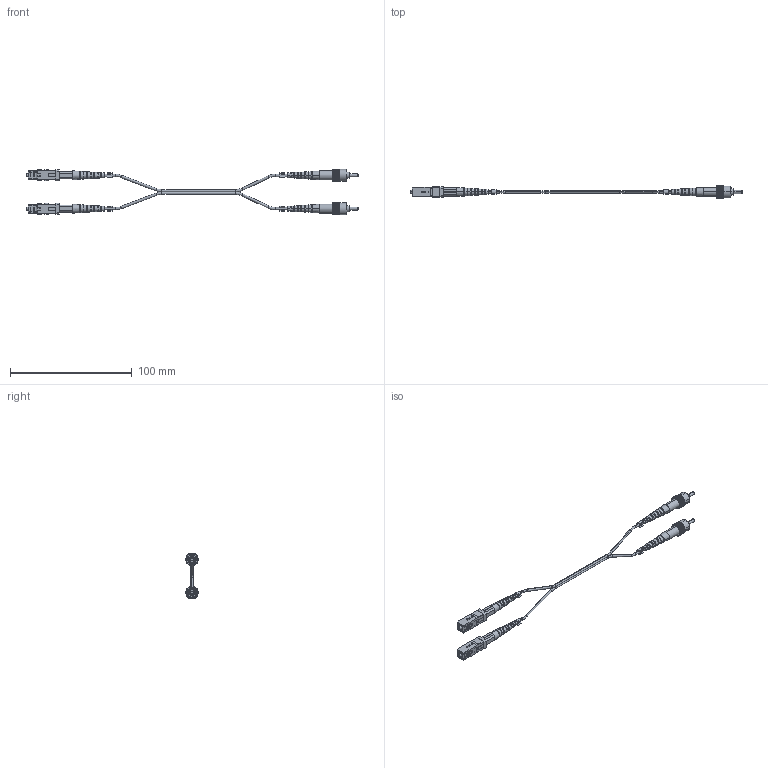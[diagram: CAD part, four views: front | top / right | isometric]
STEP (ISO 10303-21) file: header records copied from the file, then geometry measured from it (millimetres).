
FILE_DESCRIPTION (( 'STEP AP214' ), '1' );
FILE_NAME ('FCA-SCST-DPS1Z.step', '2021-09-01T12:52:58', ( '' ), ( '' ), 'SwSTEP 2.0', 'SolidWorks 2021', '' );
FILE_SCHEMA (( 'AUTOMOTIVE_DESIGN' ));
Length unit declared in the file: inch
Products named in the file (13): 1AF04-005-MA1; FCA-FCFC-DPS1Z-ma1_YELLOW; 1AF05-007-MA1; 1AF04-005-MA2; 1AF04-005; 1AF04-005-MA3; 1AF05-007-MA2; 1AF04-005-MA4; LBL-C3P-B; FCA-SCST-DPS1Z; 1AF05-007-MA3; LBL-C3P-A; 1AF05-007
Assembly tree (16 placements, depth 3):
  FCA-SCST-DPS1Z
    FCA-FCFC-DPS1Z-ma1_YELLOW
    1AF04-005  x2
      1AF04-005-MA2
      1AF04-005-MA1
      1AF04-005-MA4
      1AF04-005-MA3
    1AF05-007  x2
      1AF05-007-MA1
      1AF05-007-MA3
      1AF05-007-MA2
    LBL-C3P-A  x2
    LBL-C3P-B  x2
Bounding box: 272.72 x 10.3 x 37.7 mm (x, y, z)
Volume: 7621.3 mm3; surface area: 16161.1 mm2
Topology: 20 solids, 20 shells, 1056 faces, 3018 edges, 1980 vertices
Faces by surface type: plane 854, cylinder 124, cone 36, torus 24, bspline 18
Entity records: 21295 total; most frequent: CARTESIAN_POINT 4385, ORIENTED_EDGE 3094, DIRECTION 2892, EDGE_CURVE 1547, LINE 1032, VECTOR 1032, VERTEX_POINT 1010, AXIS2_PLACEMENT_3D 930
